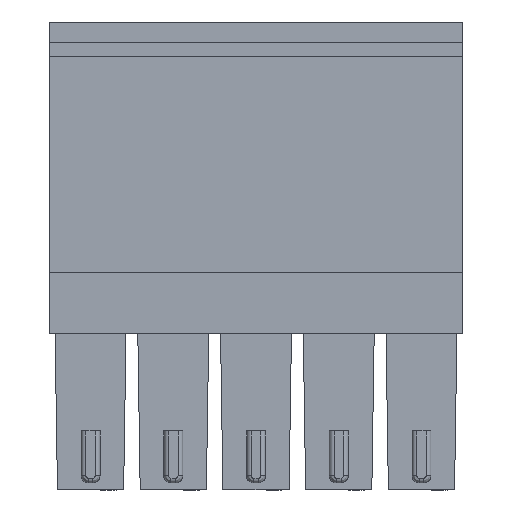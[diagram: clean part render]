
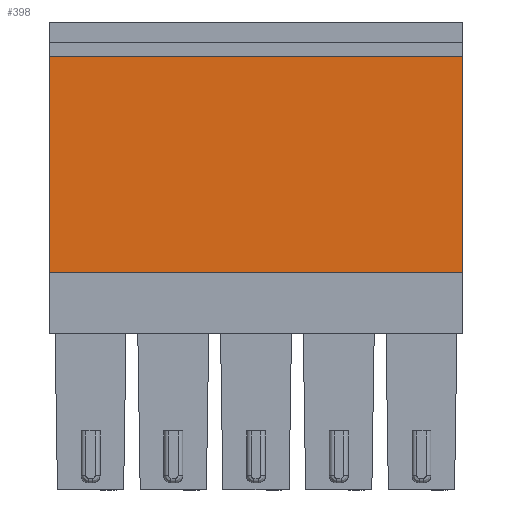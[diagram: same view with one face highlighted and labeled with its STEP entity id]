
A CAD part, left-side view. The second image highlights one B-rep face of the part: STEP entity #398.
In plain terms, the highlighted planar face has unit normal (-1, 0, 0).
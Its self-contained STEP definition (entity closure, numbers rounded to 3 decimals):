
#398 = ADVANCED_FACE( '', ( #1000 ), #1001, .F. );
#1000 = FACE_OUTER_BOUND( '', #1914, .T. );
#1001 = PLANE( '', #1915 );
#1914 = EDGE_LOOP( '', ( #3181, #3182, #3183, #3184 ) );
#1915 = AXIS2_PLACEMENT_3D( '', #3185, #3186, #3187 );
#3181 = ORIENTED_EDGE( '', *, *, #5190, .F. );
#3182 = ORIENTED_EDGE( '', *, *, #4955, .F. );
#3183 = ORIENTED_EDGE( '', *, *, #5191, .F. );
#3184 = ORIENTED_EDGE( '', *, *, #5192, .T. );
#3185 = CARTESIAN_POINT( '', ( 132.5, 3.715, -10.85 ) );
#3186 = DIRECTION( '', ( 1., 0., 0. ) );
#3187 = DIRECTION( '', ( 0., 1., 0. ) );
#4955 = EDGE_CURVE( '', #5870, #5873, #5874, .T. );
#5190 = EDGE_CURVE( '', #5873, #6271, #6272, .T. );
#5191 = EDGE_CURVE( '', #6273, #5870, #6274, .T. );
#5192 = EDGE_CURVE( '', #6273, #6271, #6275, .T. );
#5870 = VERTEX_POINT( '', #7165 );
#5873 = VERTEX_POINT( '', #7169 );
#5874 = LINE( '', #7170, #7171 );
#6271 = VERTEX_POINT( '', #7712 );
#6272 = LINE( '', #7713, #7714 );
#6273 = VERTEX_POINT( '', #7715 );
#6274 = LINE( '', #7716, #7717 );
#6275 = LINE( '', #7718, #7719 );
#7165 = CARTESIAN_POINT( '', ( 132.5, 24.98, -1.45 ) );
#7169 = CARTESIAN_POINT( '', ( 132.5, 24.98, -10.6 ) );
#7170 = CARTESIAN_POINT( '', ( 132.5, 24.98, -6.9 ) );
#7171 = VECTOR( '', #8763, 1000. );
#7712 = CARTESIAN_POINT( '', ( 132.5, 42.49, -10.6 ) );
#7713 = CARTESIAN_POINT( '', ( 132.5, 3.715, -10.6 ) );
#7714 = VECTOR( '', #9046, 1000. );
#7715 = CARTESIAN_POINT( '', ( 132.5, 42.49, -1.45 ) );
#7716 = CARTESIAN_POINT( '', ( 132.5, 0.707, -1.45 ) );
#7717 = VECTOR( '', #9047, 1000. );
#7718 = CARTESIAN_POINT( '', ( 132.5, 42.49, -6.9 ) );
#7719 = VECTOR( '', #9048, 1000. );
#8763 = DIRECTION( '', ( 0., 0., -1. ) );
#9046 = DIRECTION( '', ( 0., 1., 0. ) );
#9047 = DIRECTION( '', ( 0., -1., 0. ) );
#9048 = DIRECTION( '', ( 0., 0., -1. ) );
